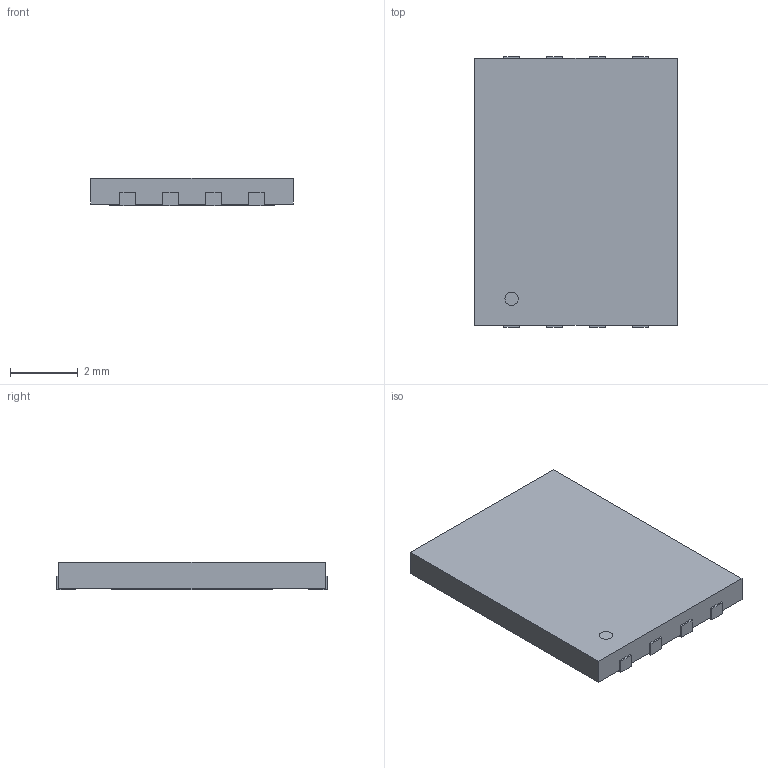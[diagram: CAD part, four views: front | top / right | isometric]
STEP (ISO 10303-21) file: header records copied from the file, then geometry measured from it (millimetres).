
FILE_DESCRIPTION(('FreeCAD Model'),'2;1');
FILE_NAME('SON127P600X800X80-9.step', '2021-04-01T20:55:46',('kicad StepUp'),('ksu MCAD'), 'Open CASCADE STEP processor 7.2','FreeCAD','Unknown');
FILE_SCHEMA(('AUTOMOTIVE_DESIGN { 1 0 10303 214 1 1 1 1 }'));
Length unit declared in the file: millimetre
Products named in the file (1): SON127P600X800X80-9
Bounding box: 5.99 x 8 x 0.81 mm (x, y, z)
Volume: 37.4 mm3; surface area: 171.5 mm2
Topology: 11 solids, 11 shells, 79 faces, 171 edges, 114 vertices
Faces by surface type: plane 78, cylinder 1
Full cylindrical faces by diameter (mm): 0.395 x1
Entity records: 2653 total; most frequent: CARTESIAN_POINT 366, ORIENTED_EDGE 342, DIRECTION 332, EDGE_CURVE 171, LINE 168, VECTOR 168, VERTEX_POINT 114, AXIS2_PLACEMENT_3D 82
